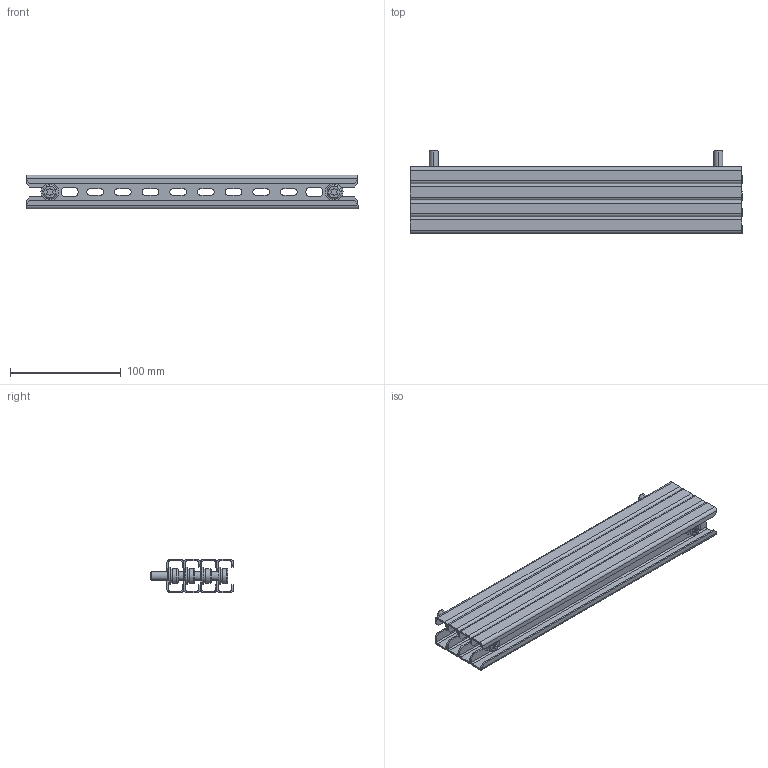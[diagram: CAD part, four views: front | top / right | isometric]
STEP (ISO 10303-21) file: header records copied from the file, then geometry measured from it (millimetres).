
FILE_DESCRIPTION (( 'STEP AP203' ), '1' );
FILE_NAME ('UR15100300040 Êîìïëåêò Ñ-îáðàçíûõ øèí 30.15 RS52 00.40 íà ÌÏ (ÎÖ) (000.801.680-05).STEP', '2022-04-18T10:54:14', ( '' ), ( '' ), 'SwSTEP 2.0', 'SolidWorks 2017', '' );
FILE_SCHEMA (( 'CONFIG_CONTROL_DESIGN' ));
Length unit declared in the file: millimetre
Products named in the file (5): 025-315 Ïëàíêà Ñ-îáðàçíàÿ 30.15 (700)_05 (355); UR15100300040 Êîìïëåêò Ñ-îáðàçíûõ øèí 30.15 RS52 00.40 íà ÌÏ (ÎÖ) (000.801.680-05); 嵑殧趌6402_8; 嵑殧趌11371_8; Âèíò DIN 7984 TORX_Œ8å20
Assembly tree (28 placements, depth 2):
  UR15100300040 Êîìïëåêò Ñ-îáðàçíûõ øèí 30.15 RS52 00.40 íà ÌÏ (ÎÖ) (000.801.680-05)
    025-315 Ïëàíêà Ñ-îáðàçíàÿ 30.15 (700)_05 (355)  x4
    嵑殧趌11371_8  x8
    嵑殧趌6402_8  x8
    Âèíò DIN 7984 TORX_Œ8å20  x8
Bounding box: 300 x 75 x 30.2 mm (x, y, z)
Volume: 124399.2 mm3; surface area: 165568.9 mm2
Topology: 28 solids, 28 shells, 828 faces, 2092 edges, 1336 vertices
Faces by surface type: plane 416, cylinder 364, torus 32, cone 16
Entity records: 6061 total; most frequent: DIRECTION 916, CARTESIAN_POINT 841, ORIENTED_EDGE 800, EDGE_CURVE 400, AXIS2_PLACEMENT_3D 329, VECTOR 258, LINE 258, VERTEX_POINT 254
